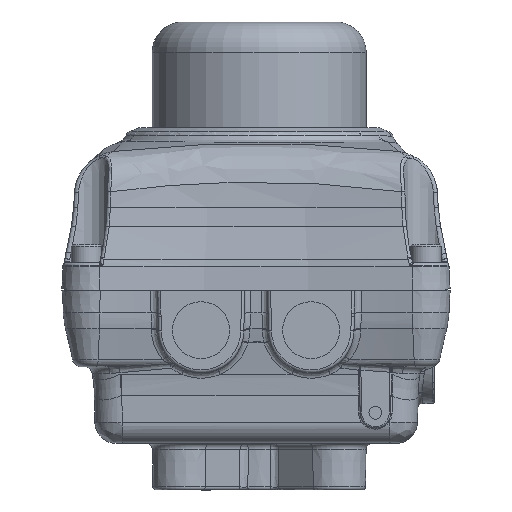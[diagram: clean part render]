
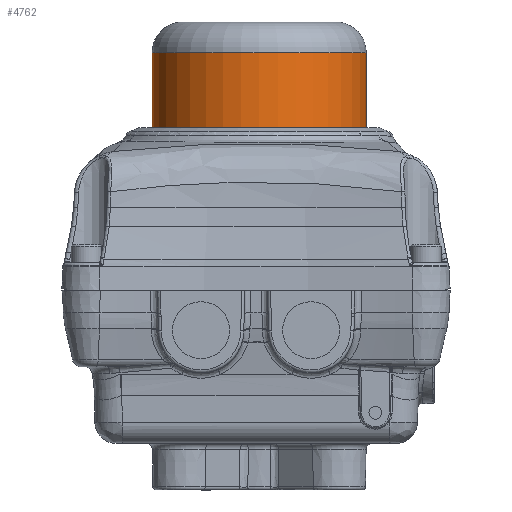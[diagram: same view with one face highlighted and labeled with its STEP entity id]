
A CAD part, front view. The second image highlights one B-rep face of the part: STEP entity #4762.
In plain terms, the highlighted cylindrical face has radius 35 mm (diameter 70 mm), a full revolution.
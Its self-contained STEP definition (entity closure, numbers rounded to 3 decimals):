
#3287=CYLINDRICAL_SURFACE('',#20071,35.);
#3560=FACE_BOUND('',#7356,.T.);
#3561=FACE_BOUND('',#7357,.T.);
#4762=ADVANCED_FACE('',(#3560,#3561),#3287,.T.);
#7356=EDGE_LOOP('',(#12592));
#7357=EDGE_LOOP('',(#12593));
#12592=ORIENTED_EDGE('',*,*,#17001,.T.);
#12593=ORIENTED_EDGE('',*,*,#17004,.T.);
#14346=VERTEX_POINT('',#49861);
#14349=VERTEX_POINT('',#49870);
#17001=EDGE_CURVE('',#14346,#14346,#18198,.T.);
#17004=EDGE_CURVE('',#14349,#14349,#18201,.T.);
#18198=CIRCLE('',#20064,35.);
#18201=CIRCLE('',#20070,35.);
#20064=AXIS2_PLACEMENT_3D('',#49860,#24242,#24243);
#20070=AXIS2_PLACEMENT_3D('',#49869,#24254,#24255);
#20071=AXIS2_PLACEMENT_3D('',#49871,#24256,#24257);
#24242=DIRECTION('',(0.,0.,1.));
#24243=DIRECTION('',(1.,0.,0.));
#24254=DIRECTION('',(0.,0.,-1.));
#24255=DIRECTION('',(1.,0.,0.));
#24256=DIRECTION('',(0.,0.,1.));
#24257=DIRECTION('',(1.,0.,0.));
#49860=CARTESIAN_POINT('',(1.375,-15.791,150.472));
#49861=CARTESIAN_POINT('',(36.375,-15.791,150.472));
#49869=CARTESIAN_POINT('',(1.375,-15.791,184.972));
#49870=CARTESIAN_POINT('',(36.375,-15.791,184.972));
#49871=CARTESIAN_POINT('',(1.375,-15.791,148.472));
